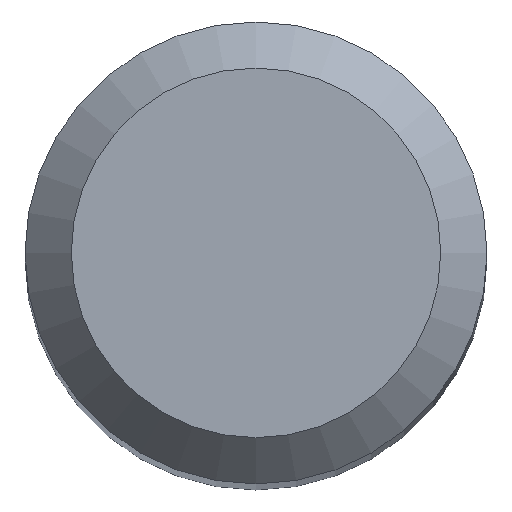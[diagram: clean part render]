
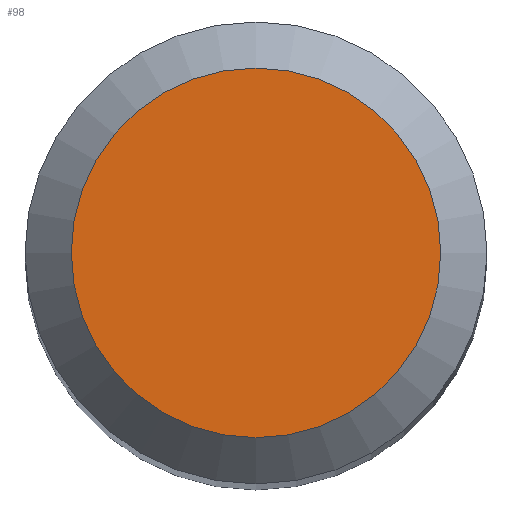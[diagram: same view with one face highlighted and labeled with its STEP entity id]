
A CAD part, top view. The second image highlights one B-rep face of the part: STEP entity #98.
In plain terms, the highlighted planar face has unit normal (0, 0, 1).
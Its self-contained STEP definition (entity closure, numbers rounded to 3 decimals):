
#1 = DIRECTION ( 'NONE',  ( 1., 0., 0. ) ) ;
#20 = CIRCLE ( 'NONE', #76, 1.6 ) ;
#33 = EDGE_CURVE ( 'NONE', #72, #72, #20, .T. ) ;
#34 = EDGE_LOOP ( 'NONE', ( #106 ) ) ;
#36 = FACE_OUTER_BOUND ( 'NONE', #34, .T. ) ;
#72 = VERTEX_POINT ( 'NONE', #82 ) ;
#76 = AXIS2_PLACEMENT_3D ( 'NONE', #104, #181, #191 ) ;
#82 = CARTESIAN_POINT ( 'NONE',  ( 1.6, 0., 38. ) ) ;
#89 = AXIS2_PLACEMENT_3D ( 'NONE', #241, #176, #1 ) ;
#98 = ADVANCED_FACE ( 'NONE', ( #36 ), #112, .T. ) ;
#104 = CARTESIAN_POINT ( 'NONE',  ( 0., 0., 38. ) ) ;
#106 = ORIENTED_EDGE ( 'NONE', *, *, #33, .T. ) ;
#112 = PLANE ( 'NONE',  #89 ) ;
#176 = DIRECTION ( 'NONE',  ( 0., 0., 1. ) ) ;
#181 = DIRECTION ( 'NONE',  ( 0., 0., 1. ) ) ;
#191 = DIRECTION ( 'NONE',  ( 1., 0., 0. ) ) ;
#241 = CARTESIAN_POINT ( 'NONE',  ( 0., 0., 38. ) ) ;
